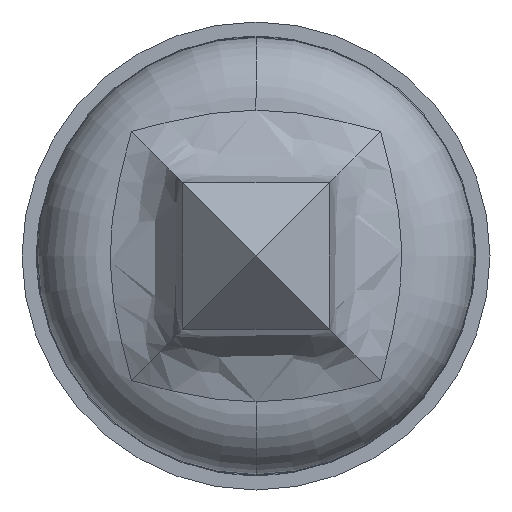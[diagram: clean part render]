
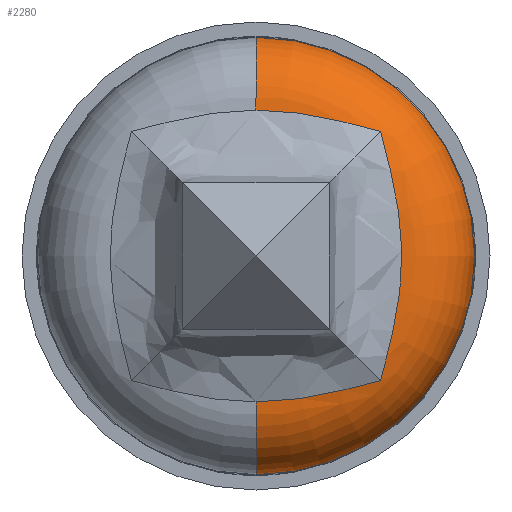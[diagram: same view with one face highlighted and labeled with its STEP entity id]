
A CAD part, front view. The second image highlights one B-rep face of the part: STEP entity #2280.
In plain terms, the highlighted toroidal (fillet/blend) face has major radius 0.995 mm and minor radius 0.5 mm.
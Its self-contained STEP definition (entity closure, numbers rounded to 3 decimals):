
#4 = VERTEX_POINT ( 'NONE', #3556 ) ;
#101 = CARTESIAN_POINT ( 'NONE',  ( 0.998, -23., 0.142 ) ) ;
#133 = ORIENTED_EDGE ( 'NONE', *, *, #3894, .T. ) ;
#137 = EDGE_CURVE ( 'Defeature ausgef�hrt1_6+Defeature ausgef�hrt1_17+Defeature ausgef�hrt1_15+Defeature ausgef�hrt1_18', #451, #308, #1226, .T. ) ;
#213 = CARTESIAN_POINT ( 'NONE',  ( 0., -23., 0.997 ) ) ;
#264 = CARTESIAN_POINT ( 'NONE',  ( 0.145, -23., 0.998 ) ) ;
#289 = DIRECTION ( 'NONE',  ( 0., 0., -1. ) ) ;
#308 = VERTEX_POINT ( 'NONE', #4190 ) ;
#346 = CARTESIAN_POINT ( 'NONE',  ( 0., -23., 0.997 ) ) ;
#431 = VERTEX_POINT ( 'NONE', #2558 ) ;
#451 = VERTEX_POINT ( 'NONE', #4283 ) ;
#619 = AXIS2_PLACEMENT_3D ( 'NONE', #3847, #2476, #2043 ) ;
#632 = CIRCLE ( 'NONE', #619, 1.495 ) ;
#763 = CARTESIAN_POINT ( 'NONE',  ( 0.852, -22.954, -0.852 ) ) ;
#932 = DIRECTION ( 'NONE',  ( 0., 0., -1. ) ) ;
#933 = EDGE_LOOP ( 'NONE', ( #2588, #133, #3809, #2157, #2501, #2341 ) ) ;
#967 = CARTESIAN_POINT ( 'NONE',  ( 0., -23., -0.997 ) ) ;
#990 = VERTEX_POINT ( 'NONE', #1637 ) ;
#1139 = CARTESIAN_POINT ( 'NONE',  ( 0.981, -23.001, 0.289 ) ) ;
#1226 = B_SPLINE_CURVE_WITH_KNOTS ( 'NONE', 3,
 ( #1521, #1532, #4368, #1139, #101, #1868, #1478, #2214, #2577, #763 ),
 .UNSPECIFIED., .F., .F.,
 ( 4, 2, 2, 2, 4 ),
 ( 0., 0., 0.001, 0.001, 0.002 ),
 .UNSPECIFIED. ) ;
#1278 = CARTESIAN_POINT ( 'NONE',  ( 0., -22.5, 0. ) ) ;
#1353 = CIRCLE ( 'NONE', #3382, 0.5 ) ;
#1375 = CARTESIAN_POINT ( 'NONE',  ( 0., -22.5, 0.995 ) ) ;
#1478 = CARTESIAN_POINT ( 'NONE',  ( 0.981, -23.001, -0.29 ) ) ;
#1521 = CARTESIAN_POINT ( 'NONE',  ( 0.852, -22.954, 0.852 ) ) ;
#1532 = CARTESIAN_POINT ( 'NONE',  ( 0.888, -22.987, 0.713 ) ) ;
#1611 = CARTESIAN_POINT ( 'NONE',  ( 0.714, -22.987, 0.888 ) ) ;
#1637 = CARTESIAN_POINT ( 'NONE',  ( 0., -22.5, -1.495 ) ) ;
#1693 = B_SPLINE_CURVE_WITH_KNOTS ( 'NONE', 3,
 ( #2772, #1755, #3531, #4220, #3115, #967 ),
 .UNSPECIFIED., .F., .F.,
 ( 4, 2, 4 ),
 ( 0., 0., 0.001 ),
 .UNSPECIFIED. ) ;
#1755 = CARTESIAN_POINT ( 'NONE',  ( 0.714, -22.987, -0.888 ) ) ;
#1868 = CARTESIAN_POINT ( 'NONE',  ( 0.997, -23., -0.147 ) ) ;
#2043 = DIRECTION ( 'NONE',  ( 0., 0., -1. ) ) ;
#2061 = VERTEX_POINT ( 'NONE', #346 ) ;
#2157 = ORIENTED_EDGE ( 'NONE', *, *, #137, .T. ) ;
#2214 = CARTESIAN_POINT ( 'NONE',  ( 0.926, -22.994, -0.573 ) ) ;
#2280 = ADVANCED_FACE ( 'Defeature ausgef�hrt1_6', ( #3526 ), #3766, .T. ) ;
#2341 = ORIENTED_EDGE ( 'NONE', *, *, #4226, .F. ) ;
#2476 = DIRECTION ( 'NONE',  ( 0., 1., 0. ) ) ;
#2501 = ORIENTED_EDGE ( 'NONE', *, *, #4585, .T. ) ;
#2558 = CARTESIAN_POINT ( 'NONE',  ( 0., -22.5, 1.495 ) ) ;
#2560 = B_SPLINE_CURVE_WITH_KNOTS ( 'NONE', 3,
 ( #213, #264, #3817, #2708, #1611, #4116 ),
 .UNSPECIFIED., .F., .F.,
 ( 4, 2, 4 ),
 ( 0.001, 0.001, 0.002 ),
 .UNSPECIFIED. ) ;
#2577 = CARTESIAN_POINT ( 'NONE',  ( 0.888, -22.987, -0.714 ) ) ;
#2588 = ORIENTED_EDGE ( 'NONE', *, *, #3010, .F. ) ;
#2658 = CARTESIAN_POINT ( 'NONE',  ( 0., -22.5, -0.995 ) ) ;
#2708 = CARTESIAN_POINT ( 'NONE',  ( 0.573, -22.994, 0.926 ) ) ;
#2728 = AXIS2_PLACEMENT_3D ( 'NONE', #2658, #3705, #3353 ) ;
#2772 = CARTESIAN_POINT ( 'NONE',  ( 0.852, -22.954, -0.852 ) ) ;
#3010 = EDGE_CURVE ( 'Defeature ausgef�hrt1_5+Defeature ausgef�hrt1_6+Defeature ausgef�hrt1_6+Defeature ausgef�hrt1_6', #431, #990, #632, .T. ) ;
#3115 = CARTESIAN_POINT ( 'NONE',  ( 0.144, -23., -0.997 ) ) ;
#3353 = DIRECTION ( 'NONE',  ( 0., 0., 1. ) ) ;
#3382 = AXIS2_PLACEMENT_3D ( 'NONE', #1375, #3465, #289 ) ;
#3453 = DIRECTION ( 'NONE',  ( 0., -1., 0. ) ) ;
#3465 = DIRECTION ( 'NONE',  ( 1., 0., 0. ) ) ;
#3468 = EDGE_CURVE ( 'Defeature ausgef�hrt1_6+Defeature ausgef�hrt1_15+Defeature ausgef�hrt1_16+Defeature ausgef�hrt1_17', #2061, #451, #2560, .T. ) ;
#3526 = FACE_OUTER_BOUND ( 'NONE', #933, .T. ) ;
#3531 = CARTESIAN_POINT ( 'NONE',  ( 0.574, -22.994, -0.926 ) ) ;
#3556 = CARTESIAN_POINT ( 'NONE',  ( 0., -23., -0.997 ) ) ;
#3705 = DIRECTION ( 'NONE',  ( -1., 0., 0. ) ) ;
#3766 = TOROIDAL_SURFACE ( 'NONE', #4298, 0.995, 0.5 ) ;
#3809 = ORIENTED_EDGE ( 'NONE', *, *, #3468, .T. ) ;
#3817 = CARTESIAN_POINT ( 'NONE',  ( 0.288, -23.001, 0.981 ) ) ;
#3847 = CARTESIAN_POINT ( 'NONE',  ( 0., -22.5, 0. ) ) ;
#3894 = EDGE_CURVE ( 'NONE', #431, #2061, #1353, .T. ) ;
#4039 = CIRCLE ( 'NONE', #2728, 0.5 ) ;
#4116 = CARTESIAN_POINT ( 'NONE',  ( 0.852, -22.954, 0.852 ) ) ;
#4190 = CARTESIAN_POINT ( 'NONE',  ( 0.852, -22.954, -0.852 ) ) ;
#4220 = CARTESIAN_POINT ( 'NONE',  ( 0.29, -23.001, -0.981 ) ) ;
#4226 = EDGE_CURVE ( 'NONE', #990, #4, #4039, .T. ) ;
#4283 = CARTESIAN_POINT ( 'NONE',  ( 0.852, -22.954, 0.852 ) ) ;
#4298 = AXIS2_PLACEMENT_3D ( 'NONE', #1278, #3453, #932 ) ;
#4368 = CARTESIAN_POINT ( 'NONE',  ( 0.926, -22.994, 0.573 ) ) ;
#4585 = EDGE_CURVE ( 'Defeature ausgef�hrt1_6+Defeature ausgef�hrt1_18+Defeature ausgef�hrt1_17+Defeature ausgef�hrt1_16', #308, #4, #1693, .T. ) ;
